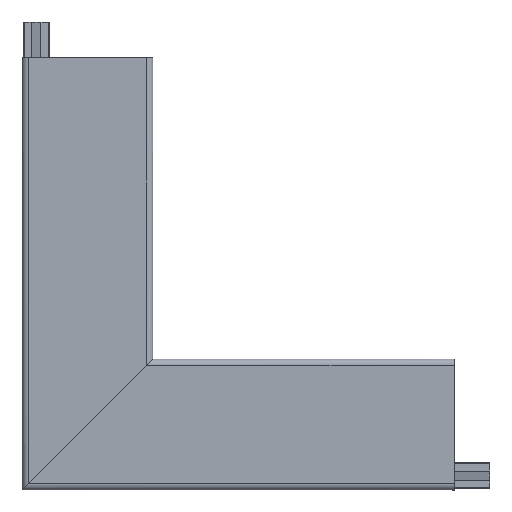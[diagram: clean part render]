
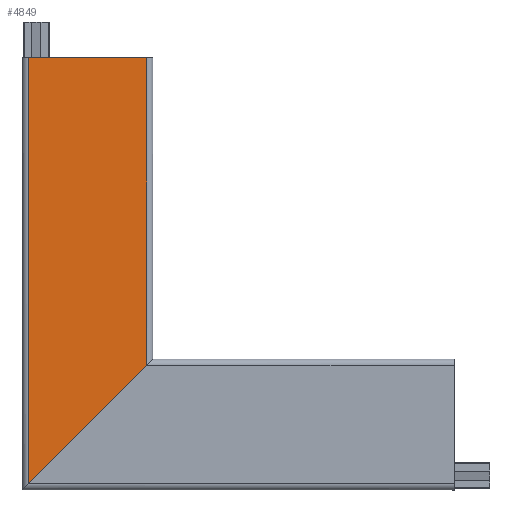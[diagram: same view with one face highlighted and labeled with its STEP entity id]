
A CAD part, left-side view. The second image highlights one B-rep face of the part: STEP entity #4849.
In plain terms, the highlighted planar face has unit normal (-1, 0, 0).
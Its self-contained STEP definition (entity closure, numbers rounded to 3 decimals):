
#26 = ORIENTED_EDGE ( 'NONE', *, *, #3698, .F. ) ;
#78 = LINE ( 'NONE', #6505, #4366 ) ;
#110 = CARTESIAN_POINT ( 'NONE',  ( -65., -53., 952. ) ) ;
#147 = DIRECTION ( 'NONE',  ( 0., 0., 1. ) ) ;
#166 = ORIENTED_EDGE ( 'NONE', *, *, #3194, .T. ) ;
#380 = ORIENTED_EDGE ( 'NONE', *, *, #2191, .T. ) ;
#538 = CARTESIAN_POINT ( 'NONE',  ( -65., -50.5, 827.5 ) ) ;
#561 = DIRECTION ( 'NONE',  ( 1., 0., 0. ) ) ;
#776 = CARTESIAN_POINT ( 'NONE',  ( -65., 0., 777. ) ) ;
#805 = VERTEX_POINT ( 'NONE', #5493 ) ;
#1003 = DIRECTION ( 'NONE',  ( 0., 1., 0. ) ) ;
#1101 = VECTOR ( 'NONE', #1300, 1000. ) ;
#1164 = CARTESIAN_POINT ( 'NONE',  ( -65., -2.5, 952. ) ) ;
#1300 = DIRECTION ( 'NONE',  ( 0., 0.707, -0.707 ) ) ;
#1566 = ORIENTED_EDGE ( 'NONE', *, *, #5495, .T. ) ;
#1610 = LINE ( 'NONE', #110, #2807 ) ;
#1699 = CARTESIAN_POINT ( 'NONE',  ( -65., -53., 1000. ) ) ;
#1736 = EDGE_LOOP ( 'NONE', ( #1566, #26, #166, #380 ) ) ;
#2161 = PLANE ( 'NONE',  #2311 ) ;
#2191 = EDGE_CURVE ( 'NONE', #805, #3151, #1610, .T. ) ;
#2311 = AXIS2_PLACEMENT_3D ( 'NONE', #1699, #561, #1003 ) ;
#2399 = LINE ( 'NONE', #3772, #2566 ) ;
#2541 = FACE_OUTER_BOUND ( 'NONE', #1736, .T. ) ;
#2566 = VECTOR ( 'NONE', #147, 1000. ) ;
#2807 = VECTOR ( 'NONE', #3278, 1000. ) ;
#2978 = DIRECTION ( 'NONE',  ( 0., 0., -1. ) ) ;
#3150 = VERTEX_POINT ( 'NONE', #538 ) ;
#3151 = VERTEX_POINT ( 'NONE', #1164 ) ;
#3194 = EDGE_CURVE ( 'NONE', #3150, #805, #2399, .T. ) ;
#3278 = DIRECTION ( 'NONE',  ( 0., 1., 0. ) ) ;
#3698 = EDGE_CURVE ( 'NONE', #3150, #5641, #5102, .T. ) ;
#3772 = CARTESIAN_POINT ( 'NONE',  ( -65., -50.5, 1000. ) ) ;
#4366 = VECTOR ( 'NONE', #2978, 1000. ) ;
#4849 = ADVANCED_FACE ( 'NONE', ( #2541 ), #2161, .F. ) ;
#5102 = LINE ( 'NONE', #776, #1101 ) ;
#5493 = CARTESIAN_POINT ( 'NONE',  ( -65., -50.5, 952. ) ) ;
#5495 = EDGE_CURVE ( 'NONE', #3151, #5641, #78, .T. ) ;
#5641 = VERTEX_POINT ( 'NONE', #6377 ) ;
#6377 = CARTESIAN_POINT ( 'NONE',  ( -65., -2.5, 779.5 ) ) ;
#6505 = CARTESIAN_POINT ( 'NONE',  ( -65., -2.5, 1000. ) ) ;
